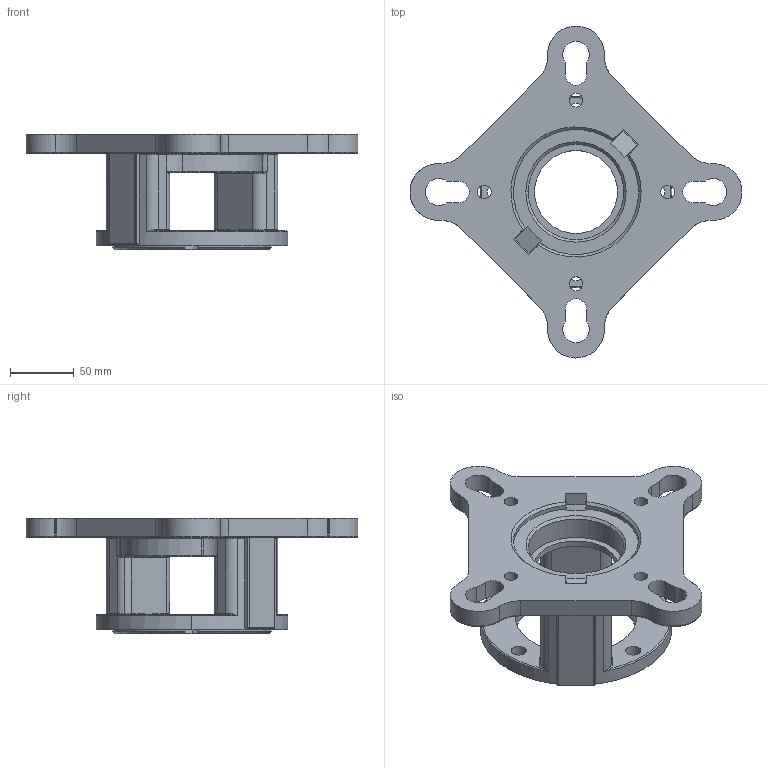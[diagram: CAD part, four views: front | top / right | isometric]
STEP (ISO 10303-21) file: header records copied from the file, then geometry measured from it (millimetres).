
FILE_DESCRIPTION (( 'STEP AP214' ), '1' );
FILE_NAME ('SMR2-CF.step', '2016-11-22T21:12:45', ( '' ), ( '' ), 'SwSTEP 2.0', 'SolidWorks 2016', '' );
FILE_SCHEMA (( 'AUTOMOTIVE_DESIGN' ));
Length unit declared in the file: inch
Products named in the file (1): SMR2-CF
Bounding box: 259.98 x 259.98 x 90.5 mm (x, y, z)
Volume: 736988.7 mm3; surface area: 125651.2 mm2
Topology: 1 solids, 1 shells, 311 faces, 836 edges, 517 vertices
Faces by surface type: bspline 110, cylinder 110, plane 80, cone 11
Entity records: 13737 total; most frequent: CARTESIAN_POINT 6491, ORIENTED_EDGE 1648, DIRECTION 1350, EDGE_CURVE 824, VERTEX_POINT 517, AXIS2_PLACEMENT_3D 504, EDGE_LOOP 343, VECTOR 342
